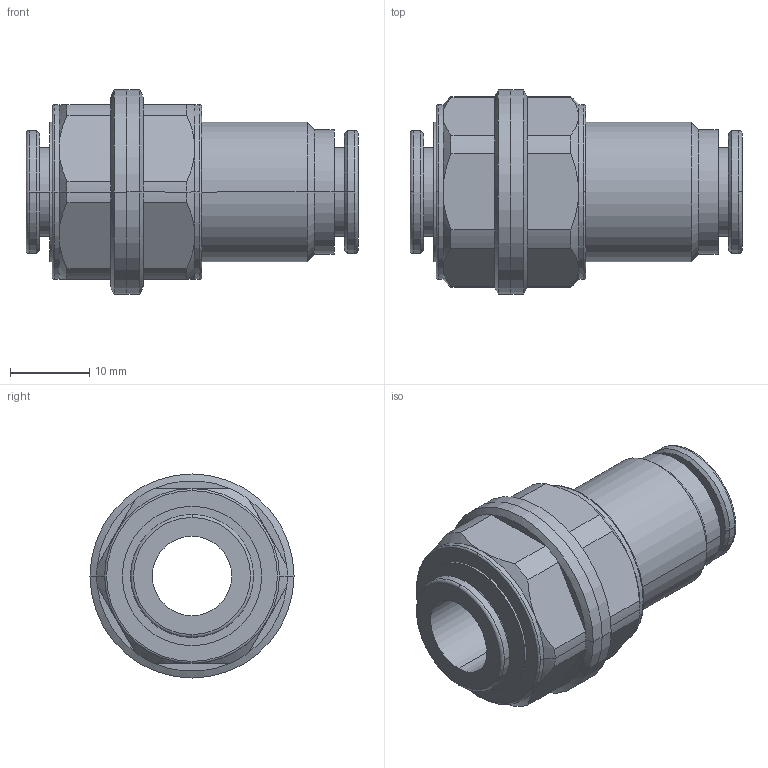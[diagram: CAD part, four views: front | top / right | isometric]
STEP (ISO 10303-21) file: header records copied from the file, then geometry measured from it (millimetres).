
FILE_DESCRIPTION(('STEP AP214'),'1');
FILE_NAME('6316_10_00WP2.stp','2016-07-07T14:17:20',('TraceParts'),('TraceParts S.A.'),'Spatial InterOp 3D',' ',' ');
FILE_SCHEMA(('automotive_design'));
Length unit declared in the file: millimetre
Products named in the file (2): 1; 2
Bounding box: 41.8 x 25.7 x 25.7 mm (x, y, z)
Volume: 10474.6 mm3; surface area: 6575.6 mm2
Topology: 2 solids, 2 shells, 114 faces, 252 edges, 148 vertices
Faces by surface type: cylinder 42, plane 34, cone 30, torus 8
Entity records: 3202 total; most frequent: CARTESIAN_POINT 612, DIRECTION 604, ORIENTED_EDGE 504, AXIS2_PLACEMENT_3D 260, EDGE_CURVE 252, VERTEX_POINT 148, CIRCLE 144, EDGE_LOOP 124
